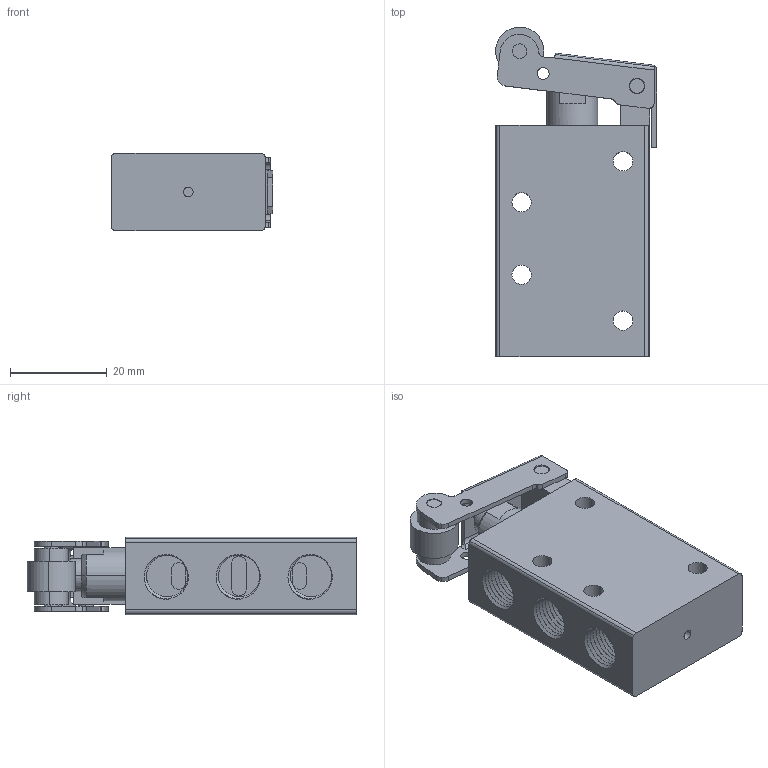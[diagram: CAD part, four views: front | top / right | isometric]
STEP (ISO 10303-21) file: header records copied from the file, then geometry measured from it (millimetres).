
FILE_DESCRIPTION((''),'2;1');
FILE_NAME('05_139_4.stp','2002-11-23T21:52:07',('Branislav Petkovic'),('AZ Pneumatica'),'AutoCAD STEP 2000i','AutoCAD 2000i','Via J. F. Kennedy, 26, 20020 Misinto (MI), ITALY');
FILE_SCHEMA(('CONFIG_CONTROL_DESIGN'));
Length unit declared in the file: millimetre
Products named in the file (8): 05_139_4; 451MR TELO; PART1A; PIPAK 431; PART1; POLUGA SA VALJKOM; PART2; VALJAK
Assembly tree (7 placements, depth 4):
  05_139_4
    451MR TELO
      PART1A
      PIPAK 431
        PART1
    POLUGA SA VALJKOM
      PART2
      VALJAK
Bounding box: 33.54 x 68.31 x 16 mm (x, y, z)
Surface area: 12481.3 mm2 (no closed solid volume)
Topology: 0 solids, 5 shells, 292 faces, 767 edges, 506 vertices
Faces by surface type: cylinder 190, plane 75, bspline 17, cone 8, torus 2
Entity records: 22991 total; most frequent: CARTESIAN_POINT 15740, ORIENTED_EDGE 1534, DIRECTION 1394, EDGE_CURVE 767, AXIS2_PLACEMENT_3D 538, VERTEX_POINT 506, EDGE_LOOP 335, VECTOR 318
